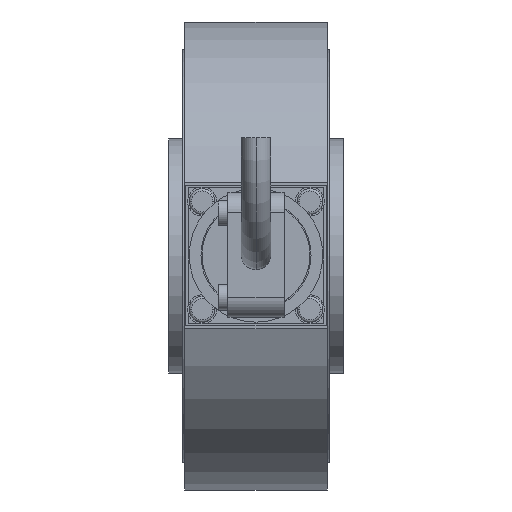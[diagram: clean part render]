
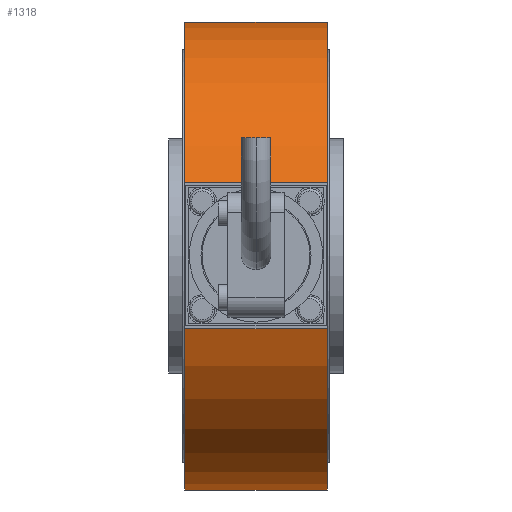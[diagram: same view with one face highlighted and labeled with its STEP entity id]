
A CAD part, top view. The second image highlights one B-rep face of the part: STEP entity #1318.
In plain terms, the highlighted cylindrical face has radius 50 mm (diameter 100 mm), a partial arc.
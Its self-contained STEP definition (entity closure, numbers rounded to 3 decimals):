
#1244=CARTESIAN_POINT('',(15.612,47.5,-15.25));
#1245=VERTEX_POINT('',#1244);
#1246=CARTESIAN_POINT('',(-15.612,47.5,-15.25));
#1247=VERTEX_POINT('',#1246);
#1254=CARTESIAN_POINT('',(-15.612,47.5,15.25));
#1255=VERTEX_POINT('',#1254);
#1256=CARTESIAN_POINT('',(-15.612,47.5,15.25));
#1257=DIRECTION('',(0.0,0.0,-1.0));
#1258=VECTOR('',#1257,30.5);
#1259=LINE('',#1256,#1258);
#1260=EDGE_CURVE('',#1255,#1247,#1259,.T.);
#1262=CARTESIAN_POINT('',(15.612,47.5,15.25));
#1263=VERTEX_POINT('',#1262);
#1270=CARTESIAN_POINT('',(15.612,47.5,-15.25));
#1271=DIRECTION('',(0.0,0.0,1.0));
#1272=VECTOR('',#1271,30.5);
#1273=LINE('',#1270,#1272);
#1274=EDGE_CURVE('',#1245,#1263,#1273,.T.);
#1295=CARTESIAN_POINT('',(0.,0.0,0.0));
#1296=DIRECTION('',(0.0,0.0,-1.0));
#1297=DIRECTION('',(1.0,0.0,0.0));
#1298=AXIS2_PLACEMENT_3D('',#1295,#1296,#1297);
#1299=CYLINDRICAL_SURFACE('',#1298,50.);
#1300=CARTESIAN_POINT('',(0.,0.0,-15.25));
#1301=DIRECTION('',(0.0,0.0,1.0));
#1302=DIRECTION('',(1.0,0.0,0.0));
#1303=AXIS2_PLACEMENT_3D('',#1300,#1301,#1302);
#1304=CIRCLE('',#1303,50.);
#1305=EDGE_CURVE('',#1247,#1245,#1304,.T.);
#1306=ORIENTED_EDGE('',*,*,#1305,.T.);
#1307=ORIENTED_EDGE('',*,*,#1274,.T.);
#1308=CARTESIAN_POINT('',(0.,0.0,15.25));
#1309=DIRECTION('',(0.0,0.0,-1.0));
#1310=DIRECTION('',(1.0,0.0,0.0));
#1311=AXIS2_PLACEMENT_3D('',#1308,#1309,#1310);
#1312=CIRCLE('',#1311,50.);
#1313=EDGE_CURVE('',#1263,#1255,#1312,.T.);
#1314=ORIENTED_EDGE('',*,*,#1313,.T.);
#1315=ORIENTED_EDGE('',*,*,#1260,.T.);
#1316=EDGE_LOOP('',(#1306,#1307,#1314,#1315));
#1317=FACE_OUTER_BOUND('',#1316,.T.);
#1318=ADVANCED_FACE('',(#1317),#1299,.T.);
